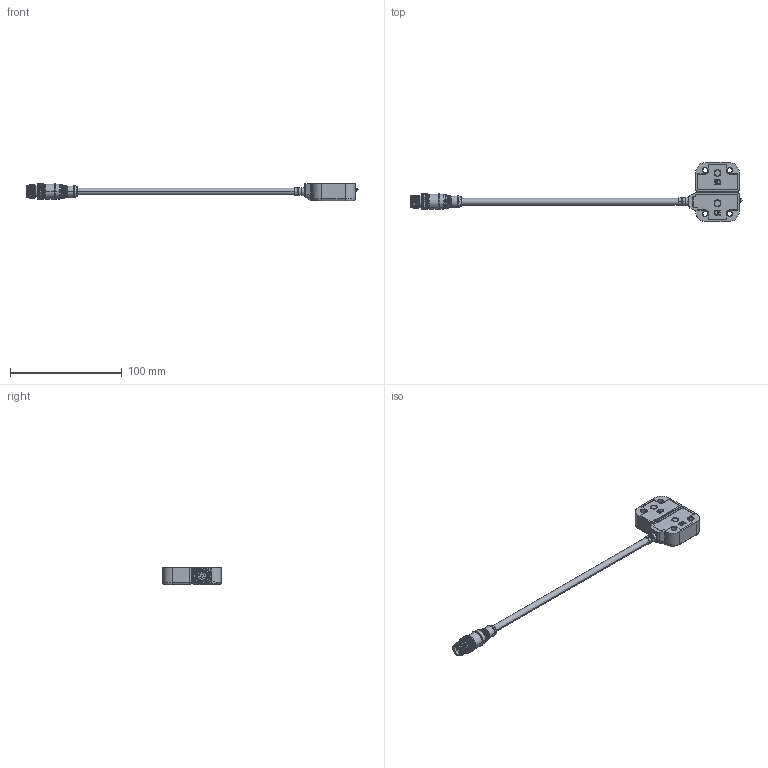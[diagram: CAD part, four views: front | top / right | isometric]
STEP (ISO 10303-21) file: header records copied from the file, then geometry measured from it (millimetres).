
FILE_DESCRIPTION (( 'STEP AP214' ), '1' );
FILE_NAME ('MMR-H-131016.step', '2017-09-27T14:11:07', ( '' ), ( '' ), 'SwSTEP 2.0', 'SolidWorks 2017', '' );
FILE_SCHEMA (( 'AUTOMOTIVE_DESIGN' ));
Length unit declared in the file: inch
Products named in the file (3): MMR-H-131016_1; MMR-H-131016_2; MMR-H-131016
Assembly tree (2 placements, depth 2):
  MMR-H-131016
    MMR-H-131016_1
    MMR-H-131016_2
Bounding box: 297.5 x 53 x 15.35 mm (x, y, z)
Volume: 26464 mm3; surface area: 24772.8 mm2
Topology: 10 solids, 10 shells, 963 faces, 2477 edges, 1527 vertices
Faces by surface type: cylinder 348, plane 335, bspline 203, cone 77
Entity records: 33453 total; most frequent: CARTESIAN_POINT 11092, ORIENTED_EDGE 4858, DIRECTION 4423, EDGE_CURVE 2429, AXIS2_PLACEMENT_3D 1701, VERTEX_POINT 1527, EDGE_LOOP 1024, LINE 1021
